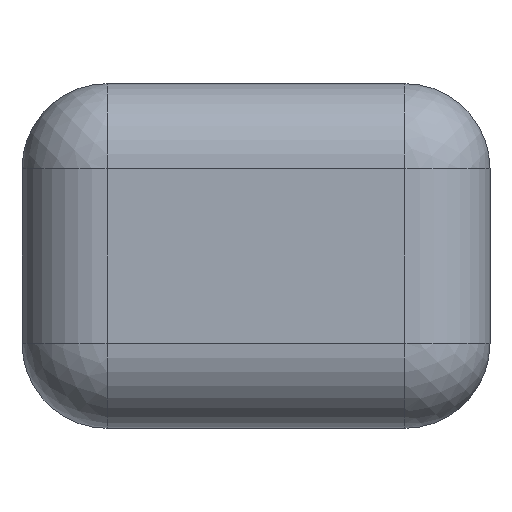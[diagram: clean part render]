
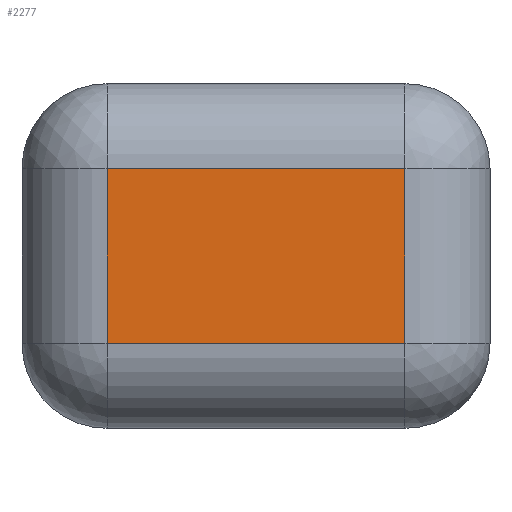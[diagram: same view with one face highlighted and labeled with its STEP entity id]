
A CAD part, front view. The second image highlights one B-rep face of the part: STEP entity #2277.
In plain terms, the highlighted planar face has unit normal (0, -1, 0).
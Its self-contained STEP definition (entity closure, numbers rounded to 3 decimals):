
#231=DIRECTION('',(0.,0.,-1.));
#232=VECTOR('',#231,32.823);
#233=CARTESIAN_POINT('',(72.03,0.,48.823));
#234=LINE('',#233,#232);
#235=DIRECTION('',(-1.,0.,0.));
#236=VECTOR('',#235,56.03);
#237=CARTESIAN_POINT('',(72.03,0.,16.));
#238=LINE('',#237,#236);
#239=DIRECTION('',(0.,0.,1.));
#240=VECTOR('',#239,32.823);
#241=CARTESIAN_POINT('',(16.,0.,16.));
#242=LINE('',#241,#240);
#243=DIRECTION('',(1.,0.,0.));
#244=VECTOR('',#243,56.03);
#245=CARTESIAN_POINT('',(16.,0.,48.823));
#246=LINE('',#245,#244);
#1561=CARTESIAN_POINT('',(72.03,0.,48.823));
#1562=CARTESIAN_POINT('',(72.03,0.,16.));
#1563=VERTEX_POINT('',#1561);
#1564=VERTEX_POINT('',#1562);
#1569=CARTESIAN_POINT('',(16.,0.,16.));
#1570=VERTEX_POINT('',#1569);
#1575=CARTESIAN_POINT('',(16.,0.,48.823));
#1576=VERTEX_POINT('',#1575);
#2264=CARTESIAN_POINT('',(0.,0.,0.));
#2265=DIRECTION('',(0.,-1.,0.));
#2266=DIRECTION('',(1.,0.,0.));
#2267=AXIS2_PLACEMENT_3D('',#2264,#2265,#2266);
#2268=PLANE('',#2267);
#2269=ORIENTED_EDGE('',*,*,#2257,.T.);
#2270=ORIENTED_EDGE('',*,*,#2056,.T.);
#2272=ORIENTED_EDGE('',*,*,#2271,.T.);
#2274=ORIENTED_EDGE('',*,*,#2273,.T.);
#2275=EDGE_LOOP('',(#2269,#2270,#2272,#2274));
#2276=FACE_OUTER_BOUND('',#2275,.F.);
#2056=EDGE_CURVE('',#1564,#1570,#238,.T.);
#2257=EDGE_CURVE('',#1563,#1564,#234,.T.);
#2271=EDGE_CURVE('',#1570,#1576,#242,.T.);
#2273=EDGE_CURVE('',#1576,#1563,#246,.T.);
#2277=ADVANCED_FACE('',(#2276),#2268,.T.);
